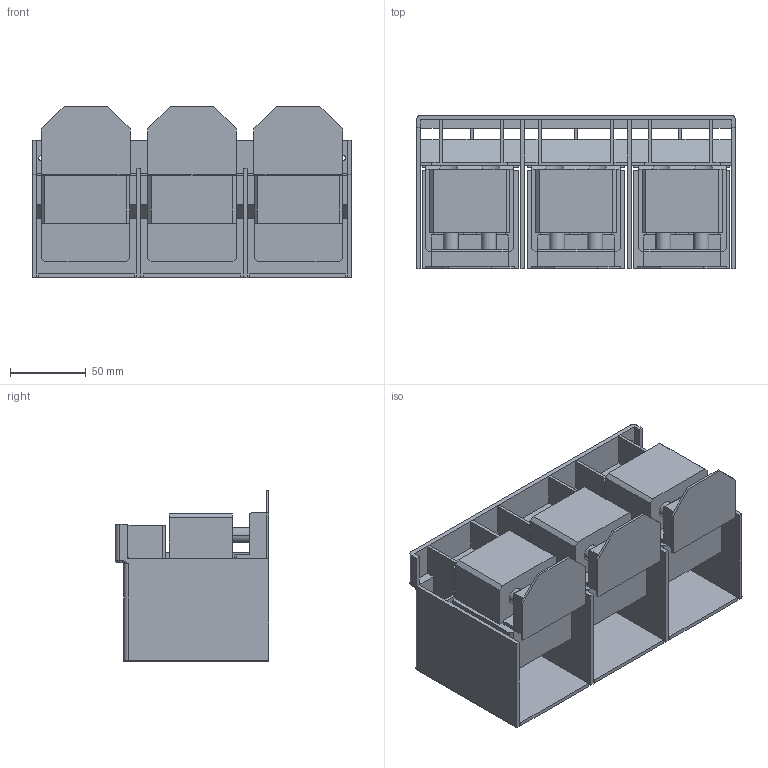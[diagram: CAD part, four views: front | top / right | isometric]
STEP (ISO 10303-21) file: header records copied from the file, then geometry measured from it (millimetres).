
FILE_DESCRIPTION(('CATIA V5 STEP Exchange'),'2;1');
FILE_NAME('1SDH001252R0009_1PA_001_00_E1.2_III_F_TERMINALS_FcCuAl_LOWER.stp','2014-03-06T08:06:21+00:00',('none'),('none'),'CATIA Version 5 Release 20 SP 5 (IN-10)','CATIA V5 STEP AP214','none');
FILE_SCHEMA(('AUTOMOTIVE_DESIGN { 1 0 10303 214 1 1 1 1 }'));
Length unit declared in the file: millimetre
Products named in the file (1): 1SDH001252R0009_1PA_001_00_E1.2_III_F_TERMINALS_FcCuAl_LOWER
Bounding box: 210 x 101 x 113 mm (x, y, z)
Volume: 788011.9 mm3; surface area: 365145.1 mm2
Topology: 37 solids, 37 shells, 735 faces, 1945 edges, 1260 vertices
Faces by surface type: plane 483, cylinder 172, cone 48, sphere 24, torus 6, bspline 2
Entity records: 22379 total; most frequent: CARTESIAN_POINT 4899, ORIENTED_EDGE 3838, DIRECTION 2901, EDGE_CURVE 1919, VECTOR 1441, LINE 1441, VERTEX_POINT 1260, AXIS2_PLACEMENT_3D 934
